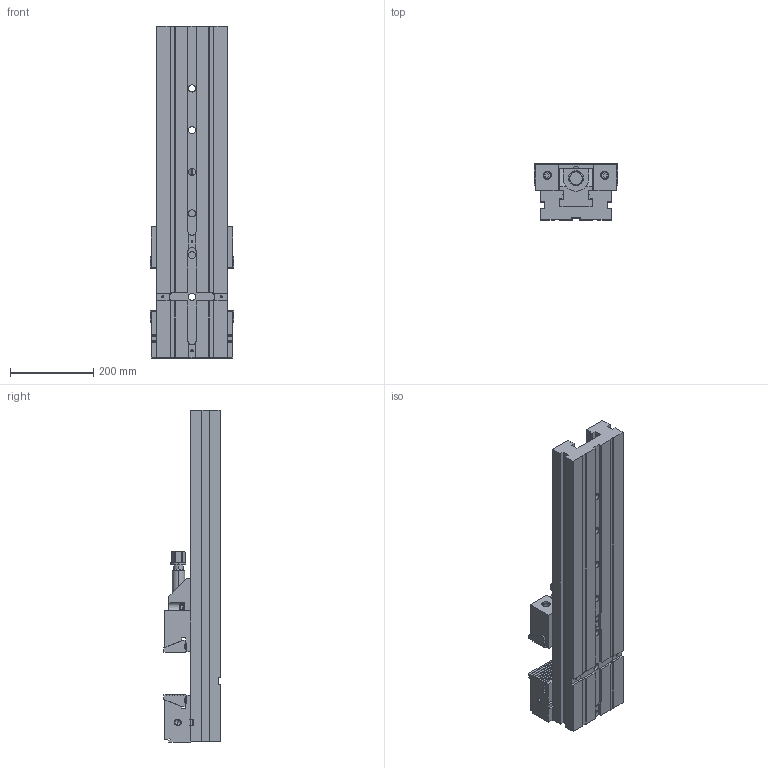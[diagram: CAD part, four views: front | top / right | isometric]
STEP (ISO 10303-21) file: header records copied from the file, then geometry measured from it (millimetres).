
FILE_DESCRIPTION((''),'2;1');
FILE_NAME('ILCVG30550000','2021-04-20T',('rkuestersteffen'),(''),'PRO/ENGINEER BY PARAMETRIC TECHNOLOGY CORPORATION, 2017170','PRO/ENGINEER BY PARAMETRIC TECHNOLOGY CORPORATION, 2017170','');
FILE_SCHEMA(('AUTOMOTIVE_DESIGN { 1 0 10303 214 1 1 1 1 }'));
Products named in the file (16): VG18050795; VG13550000; VG00112065; VG16550000; VG07050000; VG00112066; VG21205000; VG13650000; VG00111050; VG21275000; VG22825000; VG19050366; VG13615005; VG00621630; VG22585000; ILCVG30550000
Assembly tree (25 placements, depth 3):
  ILCVG30550000
    VG18050795
    VG21205000
      VG13550000
      VG00112065  x4
      VG16550000
      VG07050000  x2
      VG00112066  x2
    VG21275000
      VG13650000
      VG16550000
      VG07050000  x2
      VG00111050  x2
    VG22585000
      VG22825000
      VG19050366
      VG13615005
      VG00621630  x2
Bounding box: 200 x 135 x 797 mm (x, y, z)
Volume: 9877413.6 mm3; surface area: 1007528.1 mm2
Topology: 22 solids, 22 shells, 930 faces, 2378 edges, 1490 vertices
Faces by surface type: plane 469, cylinder 281, cone 152, bspline 24, sphere 4
Entity records: 49232 total; most frequent: CARTESIAN_POINT 24915, DIRECTION 3841, ORIENTED_EDGE 3622, PRESENTATION_STYLE_ASSIGNMENT 1823, STYLED_ITEM 1823, CURVE_STYLE 1811, EDGE_CURVE 1811, AXIS2_PLACEMENT_3D 1336
